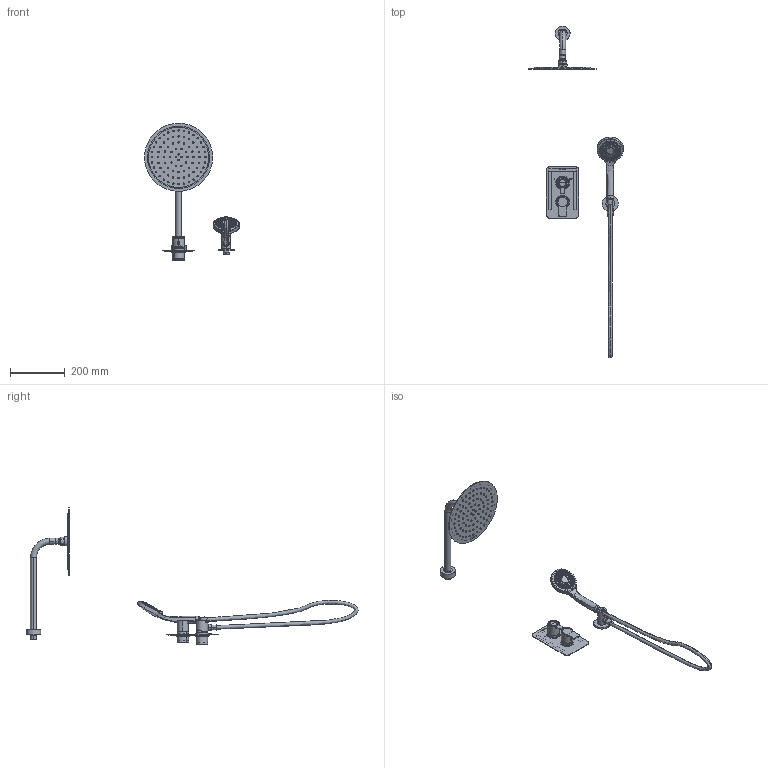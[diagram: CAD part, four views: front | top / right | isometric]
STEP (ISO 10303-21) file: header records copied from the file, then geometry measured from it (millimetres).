
FILE_DESCRIPTION (( 'STEP AP203' ), '1' );
FILE_NAME ('94DP03678_00.STEP', '2021-04-13T10:14:16', ( '' ), ( '' ), 'SwSTEP 2.0', 'SolidWorks 2018', '' );
FILE_SCHEMA (( 'CONFIG_CONTROL_DESIGN' ));
Length unit declared in the file: millimetre
Products named in the file (1): 94DP03678_00
Bounding box: 348.12 x 1216.66 x 504.39 mm (x, y, z)
Volume: 858463.2 mm3; surface area: 396958.6 mm2
Topology: 22 solids, 22 shells, 1412 faces, 2952 edges, 1876 vertices
Faces by surface type: cylinder 710, plane 407, torus 189, cone 49, bspline 47, sphere 10
Entity records: 48166 total; most frequent: CARTESIAN_POINT 17037, DIRECTION 7107, ORIENTED_EDGE 5874, AXIS2_PLACEMENT_3D 3104, EDGE_CURVE 2937, VERTEX_POINT 1873, EDGE_LOOP 1748, CIRCLE 1738
